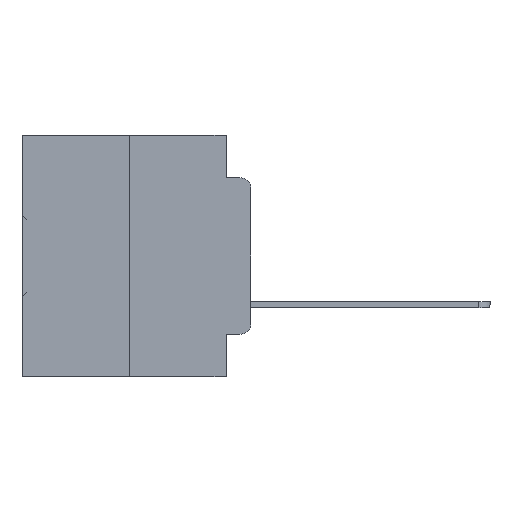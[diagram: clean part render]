
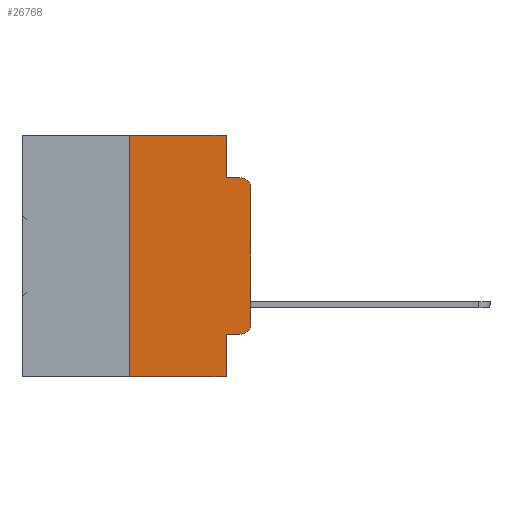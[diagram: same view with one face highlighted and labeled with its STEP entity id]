
A CAD part, left-side view. The second image highlights one B-rep face of the part: STEP entity #26768.
In plain terms, the highlighted planar face has unit normal (-1, 0, 0).
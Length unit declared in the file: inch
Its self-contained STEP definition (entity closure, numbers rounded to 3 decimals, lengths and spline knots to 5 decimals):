
#556 = LINE ( 'NONE', #22920, #3523 ) ;
#825 = DIRECTION ( 'NONE',  ( 0., 0., 1. ) ) ;
#1196 = CARTESIAN_POINT ( 'NONE',  ( 0., 0.051, 0. ) ) ;
#1306 = LINE ( 'NONE', #29950, #28642 ) ;
#1486 = CARTESIAN_POINT ( 'NONE',  ( 0., 0.473, -0.5 ) ) ;
#1792 = CARTESIAN_POINT ( 'NONE',  ( 0., 0., 0. ) ) ;
#2295 = EDGE_CURVE ( 'NONE', #18063, #30293, #31886, .T. ) ;
#3523 = VECTOR ( 'NONE', #11551, 39.37008 ) ;
#3593 = CARTESIAN_POINT ( 'NONE',  ( 0., 0.051, 0. ) ) ;
#3843 = LINE ( 'NONE', #1196, #23771 ) ;
#4853 = CARTESIAN_POINT ( 'NONE',  ( 0., 0.051, -0.5 ) ) ;
#5182 = LINE ( 'NONE', #1792, #29341 ) ;
#5653 = EDGE_CURVE ( 'NONE', #31021, #12449, #1306, .T. ) ;
#6047 = LINE ( 'NONE', #12124, #30812 ) ;
#6080 = ORIENTED_EDGE ( 'NONE', *, *, #5653, .F. ) ;
#6615 = DIRECTION ( 'NONE',  ( 0., -1., 0. ) ) ;
#7546 = EDGE_CURVE ( 'NONE', #19975, #25855, #15676, .T. ) ;
#7584 = CARTESIAN_POINT ( 'NONE',  ( 0., 0.473, 0. ) ) ;
#8315 = AXIS2_PLACEMENT_3D ( 'NONE', #21415, #12697, #12523 ) ;
#8387 = VERTEX_POINT ( 'NONE', #20367 ) ;
#9832 = DIRECTION ( 'NONE',  ( 0., -1., 0. ) ) ;
#9903 = VECTOR ( 'NONE', #825, 39.37008 ) ;
#10053 = ORIENTED_EDGE ( 'NONE', *, *, #33186, .F. ) ;
#10062 = ORIENTED_EDGE ( 'NONE', *, *, #7546, .T. ) ;
#10351 = ORIENTED_EDGE ( 'NONE', *, *, #19042, .T. ) ;
#10508 = VECTOR ( 'NONE', #30370, 39.37008 ) ;
#10813 = DIRECTION ( 'NONE',  ( 1., 0., 0. ) ) ;
#11030 = VERTEX_POINT ( 'NONE', #3593 ) ;
#11551 = DIRECTION ( 'NONE',  ( 0., 0., -1. ) ) ;
#11826 = DIRECTION ( 'NONE',  ( -1., 0., 0. ) ) ;
#12124 = CARTESIAN_POINT ( 'NONE',  ( 0., 0.051, -0.4115 ) ) ;
#12360 = ORIENTED_EDGE ( 'NONE', *, *, #33072, .F. ) ;
#12429 = EDGE_LOOP ( 'NONE', ( #24006, #10351, #6080, #34769, #12360, #10053, #10062, #36064, #25662, #13227 ) ) ;
#12449 = VERTEX_POINT ( 'NONE', #24802 ) ;
#12523 = DIRECTION ( 'NONE',  ( 0., 0., -1. ) ) ;
#12697 = DIRECTION ( 'NONE',  ( -1., 0., 0. ) ) ;
#12746 = LINE ( 'NONE', #15204, #10508 ) ;
#13227 = ORIENTED_EDGE ( 'NONE', *, *, #2295, .T. ) ;
#14003 = EDGE_CURVE ( 'NONE', #11030, #31021, #3843, .T. ) ;
#15204 = CARTESIAN_POINT ( 'NONE',  ( 0., 0.473, 0. ) ) ;
#15521 = AXIS2_PLACEMENT_3D ( 'NONE', #15569, #11826, #35861 ) ;
#15569 = CARTESIAN_POINT ( 'NONE',  ( 0., 0.02, -0.3915 ) ) ;
#15676 = LINE ( 'NONE', #1486, #31171 ) ;
#18063 = VERTEX_POINT ( 'NONE', #29195 ) ;
#19042 = EDGE_CURVE ( 'NONE', #24471, #12449, #19800, .T. ) ;
#19741 = CARTESIAN_POINT ( 'NONE',  ( 0., 0.25, -0.5 ) ) ;
#19800 = CIRCLE ( 'NONE', #8315, 0.02 ) ;
#19975 = VERTEX_POINT ( 'NONE', #19741 ) ;
#20367 = CARTESIAN_POINT ( 'NONE',  ( 0., 0.25, 0. ) ) ;
#20951 = CARTESIAN_POINT ( 'NONE',  ( 0., 0.051, -0.0885 ) ) ;
#21415 = CARTESIAN_POINT ( 'NONE',  ( 0., 0.02, -0.1085 ) ) ;
#22111 = VERTEX_POINT ( 'NONE', #26095 ) ;
#22435 = DIRECTION ( 'NONE',  ( 0., 0., 1. ) ) ;
#22920 = CARTESIAN_POINT ( 'NONE',  ( 0., 0.051, 0. ) ) ;
#23771 = VECTOR ( 'NONE', #30019, 39.37008 ) ;
#24006 = ORIENTED_EDGE ( 'NONE', *, *, #32197, .T. ) ;
#24471 = VERTEX_POINT ( 'NONE', #36554 ) ;
#24802 = CARTESIAN_POINT ( 'NONE',  ( 0., 0.02, -0.0885 ) ) ;
#25662 = ORIENTED_EDGE ( 'NONE', *, *, #37059, .T. ) ;
#25855 = VERTEX_POINT ( 'NONE', #4853 ) ;
#26095 = CARTESIAN_POINT ( 'NONE',  ( 0., 0.051, -0.4115 ) ) ;
#26768 = ADVANCED_FACE ( 'NONE', ( #27693 ), #28246, .F. ) ;
#26804 = CARTESIAN_POINT ( 'NONE',  ( 0., 0.25, 0. ) ) ;
#27105 = DIRECTION ( 'NONE',  ( 0., -1., 0. ) ) ;
#27693 = FACE_OUTER_BOUND ( 'NONE', #12429, .T. ) ;
#28246 = PLANE ( 'NONE',  #31646 ) ;
#28642 = VECTOR ( 'NONE', #27105, 39.37008 ) ;
#29195 = CARTESIAN_POINT ( 'NONE',  ( 0., 0.02, -0.4115 ) ) ;
#29341 = VECTOR ( 'NONE', #22435, 39.37008 ) ;
#29950 = CARTESIAN_POINT ( 'NONE',  ( 0., 0.051, -0.0885 ) ) ;
#30019 = DIRECTION ( 'NONE',  ( 0., 0., -1. ) ) ;
#30293 = VERTEX_POINT ( 'NONE', #34287 ) ;
#30370 = DIRECTION ( 'NONE',  ( 0., -1., 0. ) ) ;
#30812 = VECTOR ( 'NONE', #6615, 39.37008 ) ;
#31021 = VERTEX_POINT ( 'NONE', #20951 ) ;
#31171 = VECTOR ( 'NONE', #9832, 39.37008 ) ;
#31646 = AXIS2_PLACEMENT_3D ( 'NONE', #7584, #10813, #33190 ) ;
#31886 = CIRCLE ( 'NONE', #15521, 0.02 ) ;
#32197 = EDGE_CURVE ( 'NONE', #30293, #24471, #5182, .T. ) ;
#32475 = LINE ( 'NONE', #26804, #9903 ) ;
#33072 = EDGE_CURVE ( 'NONE', #8387, #11030, #12746, .T. ) ;
#33186 = EDGE_CURVE ( 'NONE', #19975, #8387, #32475, .T. ) ;
#33190 = DIRECTION ( 'NONE',  ( 0., 0., -1. ) ) ;
#34287 = CARTESIAN_POINT ( 'NONE',  ( 0., 0., -0.3915 ) ) ;
#34769 = ORIENTED_EDGE ( 'NONE', *, *, #14003, .F. ) ;
#35861 = DIRECTION ( 'NONE',  ( 0., 0., -1. ) ) ;
#36064 = ORIENTED_EDGE ( 'NONE', *, *, #36281, .F. ) ;
#36281 = EDGE_CURVE ( 'NONE', #22111, #25855, #556, .T. ) ;
#36554 = CARTESIAN_POINT ( 'NONE',  ( 0., 0., -0.1085 ) ) ;
#37059 = EDGE_CURVE ( 'NONE', #22111, #18063, #6047, .T. ) ;
